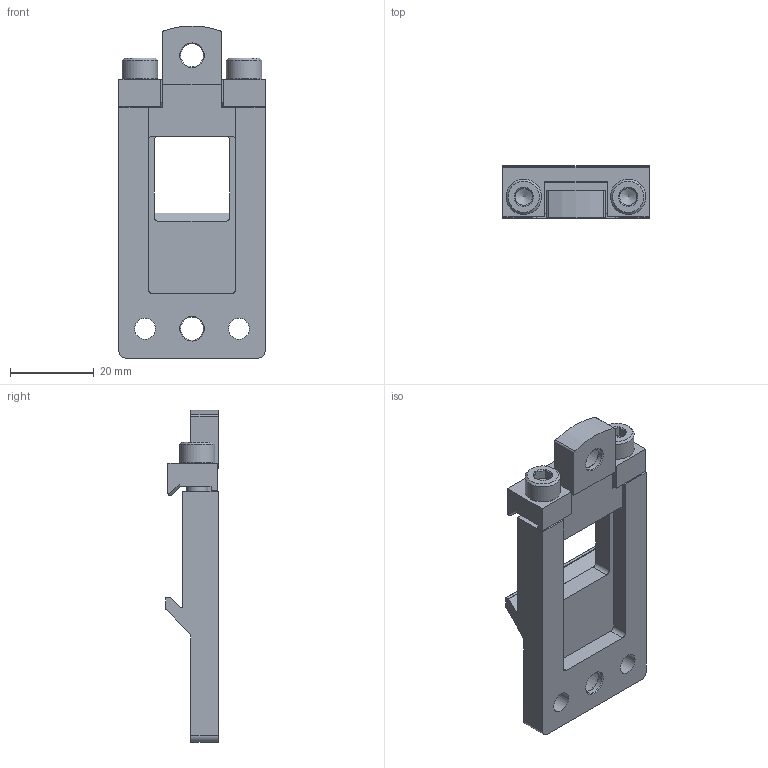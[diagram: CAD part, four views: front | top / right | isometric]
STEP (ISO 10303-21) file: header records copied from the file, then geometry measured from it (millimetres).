
FILE_DESCRIPTION(/* description */ ('STEP AP214'),/* implementation_level */ '2;1');
FILE_NAME(/* name */ '531753_MUC-25',/* time_stamp */ '2024-09-10T04:56:46+02:00',/* author */ ('License CC BY-ND 4.0'),/* organization */ ('CADENAS'),/* preprocessor_version */ 'ST-DEVELOPER v19.3',/* originating_system */ 'PARTsolutions',/* authorisation */ ' ');
FILE_SCHEMA (('AUTOMOTIVE_DESIGN {1 0 10303 214 3 1 1}'));
Length unit declared in the file: millimetre
Products named in the file (4): 531753 MUC-25; 658722 MUC-25---(P_0); 660060 MUC-25---(K); DIN-912 - M5x12(F)
Assembly tree (4 placements, depth 2):
  531753 MUC-25
    658722 MUC-25---(P_0)
    660060 MUC-25---(K)
    DIN-912 - M5x12(F)  x2
Bounding box: 35 x 12.5 x 79.5 mm (x, y, z)
Volume: 14220.7 mm3; surface area: 9877.5 mm2
Topology: 4 solids, 4 shells, 182 faces, 435 edges, 264 vertices
Faces by surface type: plane 116, cylinder 34, cone 30, torus 2
Full cylindrical faces by diameter (mm): 4.134 x2, 5 x4, 5.5 x4, 8.5 x2, 10 x2
Entity records: 4469 total; most frequent: DIRECTION 775, CARTESIAN_POINT 761, ORIENTED_EDGE 694, EDGE_CURVE 347, AXIS2_PLACEMENT_3D 275, VERTEX_POINT 231, LINE 225, VECTOR 225
